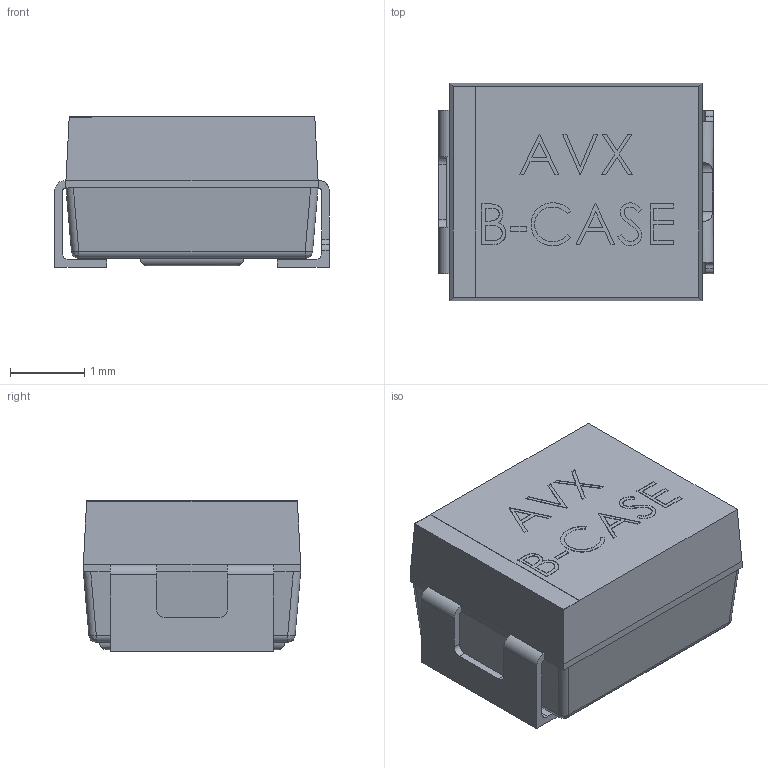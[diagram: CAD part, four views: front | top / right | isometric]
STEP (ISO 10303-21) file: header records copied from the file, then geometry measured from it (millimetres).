
FILE_DESCRIPTION (( 'STEP AP214' ), '1' );
FILE_NAME ('User Library-CAP-3528.STEP', '2020-12-23T10:05:25', ( '' ), ( '' ), 'SwSTEP 2.0', 'SolidWorks 2020', '' );
FILE_SCHEMA (( 'AUTOMOTIVE_DESIGN' ));
Length unit declared in the file: millimetre
Products named in the file (1): User Library-CAP-3528
Bounding box: 3.7 x 2.93 x 2.03 mm (x, y, z)
Volume: 19.3 mm3; surface area: 56.8 mm2
Topology: 1 solids, 1 shells, 205 faces, 531 edges, 340 vertices
Faces by surface type: plane 140, bspline 37, cylinder 28
Entity records: 9979 total; most frequent: CARTESIAN_POINT 3113, ORIENTED_EDGE 1062, DIRECTION 831, EDGE_CURVE 531, VECTOR 409, LINE 409, VERTEX_POINT 340, EDGE_LOOP 219
